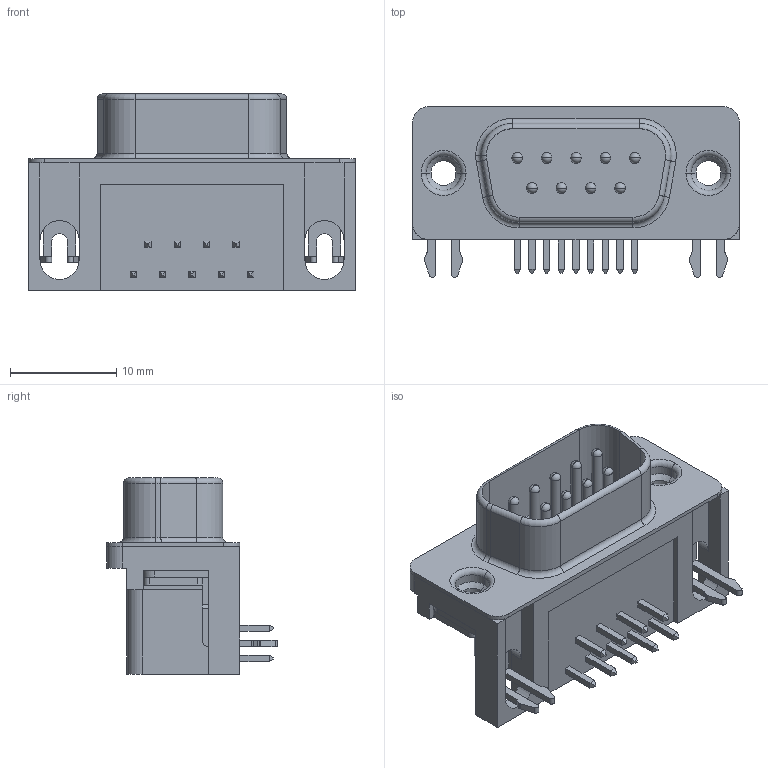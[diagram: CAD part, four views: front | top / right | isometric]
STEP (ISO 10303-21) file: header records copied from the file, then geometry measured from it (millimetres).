
FILE_DESCRIPTION (( 'STEP AP214' ), '1' );
FILE_NAME ('K22X(HT)-E9P-N_rA2(rA3).STEP', '2013-12-06T21:00:05', ( '' ), ( '' ), 'SwSTEP 2.0', 'SolidWorks 2012', '' );
FILE_SCHEMA (( 'AUTOMOTIVE_DESIGN' ));
Length unit declared in the file: millimetre
Products named in the file (1): K22X(HT)-E9P-N_rA2(rA3)
Bounding box: 30.81 x 16.1 x 18.5 mm (x, y, z)
Volume: 3172.4 mm3; surface area: 2899.8 mm2
Topology: 1 solids, 1 shells, 332 faces, 867 edges, 534 vertices
Faces by surface type: plane 198, cylinder 94, sphere 18, torus 14, cone 8
Entity records: 10743 total; most frequent: DIRECTION 1734, CARTESIAN_POINT 1680, ORIENTED_EDGE 1662, EDGE_CURVE 831, VECTOR 594, LINE 594, AXIS2_PLACEMENT_3D 570, VERTEX_POINT 516
